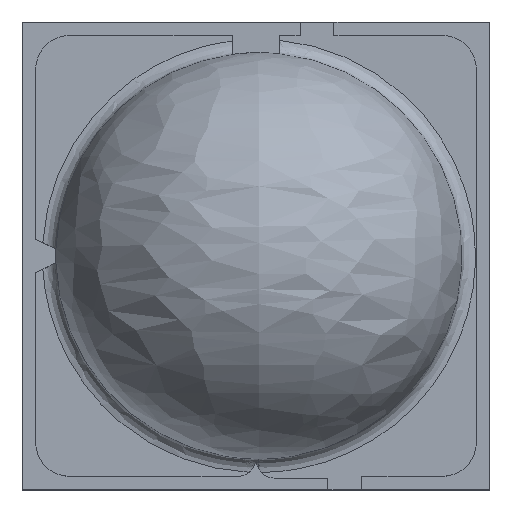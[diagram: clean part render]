
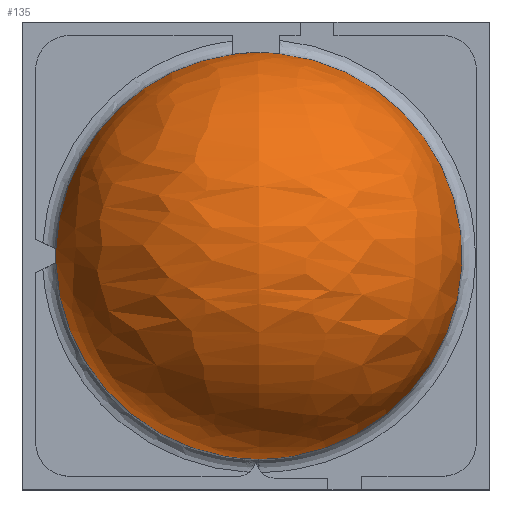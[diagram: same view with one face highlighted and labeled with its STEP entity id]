
A CAD part, top view. The second image highlights one B-rep face of the part: STEP entity #135.
In plain terms, the highlighted free-form (B-spline) face has degree [3, 3] with [4, 4] control points.
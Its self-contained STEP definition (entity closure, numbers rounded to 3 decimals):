
#33 = VERTEX_POINT('',#34);
#34 = CARTESIAN_POINT('',(0.175,1.489,0.734));
#104 = VERTEX_POINT('',#105);
#105 = CARTESIAN_POINT('',(0.022,-1.497,0.734)
  );
#112 = EDGE_CURVE('',#104,#33,#113,.T.);
#113 = CIRCLE('',#114,1.497);
#114 = AXIS2_PLACEMENT_3D('',#115,#116,#117);
#115 = CARTESIAN_POINT('',(0.022,0.,
    0.734));
#116 = DIRECTION('',(0.,0.,1.));
#117 = DIRECTION('',(0.,-1.,0.));
#135 = ADVANCED_FACE('',(#136),#221,.T.);
#136 = FACE_BOUND('',#137,.T.);
#137 = EDGE_LOOP('',(#138,#152,#161,#170,#179,#188,#197,#206,#213,#214)
  );
#138 = ORIENTED_EDGE('',*,*,#139,.T.);
#139 = EDGE_CURVE('',#140,#142,#144,.T.);
#140 = VERTEX_POINT('',#141);
#141 = CARTESIAN_POINT('',(0.175,1.492,0.64));
#142 = VERTEX_POINT('',#143);
#143 = CARTESIAN_POINT('',(0.022,1.5,0.64));
#144 = B_SPLINE_CURVE_WITH_KNOTS('',3,(#145,#146,#147,#148,#149,#150,
    #151),.UNSPECIFIED.,.F.,.F.,(4,3,4),(0.,
    0.,0.),.UNSPECIFIED.);
#145 = CARTESIAN_POINT('',(0.175,1.492,0.64));
#146 = CARTESIAN_POINT('',(0.124,1.497,0.64));
#147 = CARTESIAN_POINT('',(0.073,1.5,0.64));
#148 = CARTESIAN_POINT('',(0.022,1.5,0.64)
  );
#149 = CARTESIAN_POINT('',(0.022,1.5,0.64)
  );
#150 = CARTESIAN_POINT('',(0.022,1.5,0.64)
  );
#151 = CARTESIAN_POINT('',(0.022,1.5,0.64));
#152 = ORIENTED_EDGE('',*,*,#153,.T.);
#153 = EDGE_CURVE('',#142,#154,#156,.T.);
#154 = VERTEX_POINT('',#155);
#155 = CARTESIAN_POINT('',(-0.175,1.487,0.64));
#156 = CIRCLE('',#157,1.5);
#157 = AXIS2_PLACEMENT_3D('',#158,#159,#160);
#158 = CARTESIAN_POINT('',(0.022,0.,
    0.64));
#159 = DIRECTION('',(0.,0.,1.));
#160 = DIRECTION('',(0.,-1.,0.));
#161 = ORIENTED_EDGE('',*,*,#162,.T.);
#162 = EDGE_CURVE('',#154,#163,#165,.T.);
#163 = VERTEX_POINT('',#164);
#164 = CARTESIAN_POINT('',(-0.175,1.484,0.734));
#165 = B_SPLINE_CURVE_WITH_KNOTS('',3,(#166,#167,#168,#169),
  .UNSPECIFIED.,.F.,.F.,(4,4),(0.,0.),
  .PIECEWISE_BEZIER_KNOTS.);
#166 = CARTESIAN_POINT('',(-0.175,1.487,0.64));
#167 = CARTESIAN_POINT('',(-0.175,1.487,0.671)
  );
#168 = CARTESIAN_POINT('',(-0.175,1.486,0.703)
  );
#169 = CARTESIAN_POINT('',(-0.175,1.484,0.734));
#170 = ORIENTED_EDGE('',*,*,#171,.T.);
#171 = EDGE_CURVE('',#163,#172,#174,.T.);
#172 = VERTEX_POINT('',#173);
#173 = CARTESIAN_POINT('',(-1.474,0.05,0.734)
  );
#174 = CIRCLE('',#175,1.497);
#175 = AXIS2_PLACEMENT_3D('',#176,#177,#178);
#176 = CARTESIAN_POINT('',(0.022,0.,
    0.734));
#177 = DIRECTION('',(0.,0.,1.));
#178 = DIRECTION('',(0.,-1.,0.));
#179 = ORIENTED_EDGE('',*,*,#180,.T.);
#180 = EDGE_CURVE('',#172,#181,#183,.T.);
#181 = VERTEX_POINT('',#182);
#182 = CARTESIAN_POINT('',(-1.477,0.051,0.64)
  );
#183 = B_SPLINE_CURVE_WITH_KNOTS('',3,(#184,#185,#186,#187),
  .UNSPECIFIED.,.F.,.F.,(4,4),(0.,0.),
  .PIECEWISE_BEZIER_KNOTS.);
#184 = CARTESIAN_POINT('',(-1.474,0.05,0.734)
  );
#185 = CARTESIAN_POINT('',(-1.476,0.051,
    0.703));
#186 = CARTESIAN_POINT('',(-1.477,0.051,
    0.671));
#187 = CARTESIAN_POINT('',(-1.477,0.051,0.64)
  );
#188 = ORIENTED_EDGE('',*,*,#189,.T.);
#189 = EDGE_CURVE('',#181,#190,#192,.T.);
#190 = VERTEX_POINT('',#191);
#191 = CARTESIAN_POINT('',(-1.477,-0.051,0.64
    ));
#192 = B_SPLINE_CURVE_WITH_KNOTS('',3,(#193,#194,#195,#196),
  .UNSPECIFIED.,.F.,.F.,(4,4),(0.,0.),
  .PIECEWISE_BEZIER_KNOTS.);
#193 = CARTESIAN_POINT('',(-1.477,0.051,0.64)
  );
#194 = CARTESIAN_POINT('',(-1.479,0.017,0.64)
  );
#195 = CARTESIAN_POINT('',(-1.479,-0.017,0.64
    ));
#196 = CARTESIAN_POINT('',(-1.477,-0.051,0.64
    ));
#197 = ORIENTED_EDGE('',*,*,#198,.T.);
#198 = EDGE_CURVE('',#190,#199,#201,.T.);
#199 = VERTEX_POINT('',#200);
#200 = CARTESIAN_POINT('',(-1.474,-0.05,0.734
    ));
#201 = B_SPLINE_CURVE_WITH_KNOTS('',3,(#202,#203,#204,#205),
  .UNSPECIFIED.,.F.,.F.,(4,4),(0.,0.),
  .PIECEWISE_BEZIER_KNOTS.);
#202 = CARTESIAN_POINT('',(-1.477,-0.051,0.64
    ));
#203 = CARTESIAN_POINT('',(-1.477,-0.051,
    0.671));
#204 = CARTESIAN_POINT('',(-1.476,-0.051,
    0.703));
#205 = CARTESIAN_POINT('',(-1.474,-0.05,0.734
    ));
#206 = ORIENTED_EDGE('',*,*,#207,.T.);
#207 = EDGE_CURVE('',#199,#104,#208,.T.);
#208 = CIRCLE('',#209,1.497);
#209 = AXIS2_PLACEMENT_3D('',#210,#211,#212);
#210 = CARTESIAN_POINT('',(0.022,0.,
    0.734));
#211 = DIRECTION('',(0.,0.,1.));
#212 = DIRECTION('',(0.,-1.,0.));
#213 = ORIENTED_EDGE('',*,*,#112,.T.);
#214 = ORIENTED_EDGE('',*,*,#215,.T.);
#215 = EDGE_CURVE('',#33,#140,#216,.T.);
#216 = B_SPLINE_CURVE_WITH_KNOTS('',3,(#217,#218,#219,#220),
  .UNSPECIFIED.,.F.,.F.,(4,4),(0.,0.),
  .PIECEWISE_BEZIER_KNOTS.);
#217 = CARTESIAN_POINT('',(0.175,1.489,0.734));
#218 = CARTESIAN_POINT('',(0.175,1.491,0.703));
#219 = CARTESIAN_POINT('',(0.175,1.492,0.671)
  );
#220 = CARTESIAN_POINT('',(0.175,1.492,0.64));
#221 = ( BOUNDED_SURFACE() B_SPLINE_SURFACE(3,3,(
    (#222,#223,#224,#225)
    ,(#226,#227,#228,#229)
    ,(#230,#231,#232,#233)
    ,(#234,#235,#236,#237
)),.UNSPECIFIED.,.F.,.F.,.F.) B_SPLINE_SURFACE_WITH_KNOTS((4,4),(4,4),(
    0.,1.),(0.,1.),.PIECEWISE_BEZIER_KNOTS.) 
GEOMETRIC_REPRESENTATION_ITEM() RATIONAL_B_SPLINE_SURFACE((
    (1.,0.333,0.333,1.)
    ,(0.333,0.111,0.111,0.333)
    ,(0.333,0.111,0.111,0.333)
,(1.,0.333,0.333,1.
))) REPRESENTATION_ITEM('') SURFACE() );
#222 = CARTESIAN_POINT('',(0.022,-1.5,0.64)
  );
#223 = CARTESIAN_POINT('',(0.022,-1.5,0.64)
  );
#224 = CARTESIAN_POINT('',(0.022,-1.5,0.64)
  );
#225 = CARTESIAN_POINT('',(0.022,-1.5,0.64)
  );
#226 = CARTESIAN_POINT('',(3.022,-1.5,0.64));
#227 = CARTESIAN_POINT('',(3.022,-1.5,6.64));
#228 = CARTESIAN_POINT('',(-2.978,-1.5,6.64));
#229 = CARTESIAN_POINT('',(-2.978,-1.5,0.64));
#230 = CARTESIAN_POINT('',(3.022,1.5,0.64));
#231 = CARTESIAN_POINT('',(3.022,1.5,6.64));
#232 = CARTESIAN_POINT('',(-2.978,1.5,6.64));
#233 = CARTESIAN_POINT('',(-2.978,1.5,0.64));
#234 = CARTESIAN_POINT('',(0.022,1.5,0.64));
#235 = CARTESIAN_POINT('',(0.022,1.5,0.64));
#236 = CARTESIAN_POINT('',(0.022,1.5,0.64));
#237 = CARTESIAN_POINT('',(0.022,1.5,0.64));
